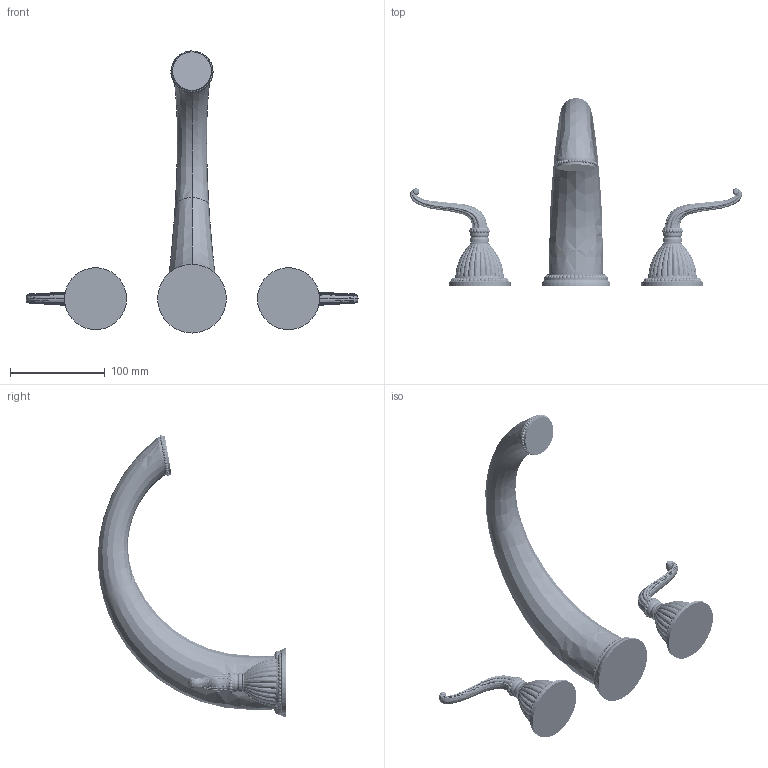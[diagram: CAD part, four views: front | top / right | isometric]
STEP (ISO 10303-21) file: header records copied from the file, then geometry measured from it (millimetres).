
FILE_DESCRIPTION((''),'2;1');
FILE_NAME('3-1096','2021-03-09T12:06:30',('jinson.thomas'),(''),'CREO PARAMETRIC BY PTC INC, 2018400','CREO PARAMETRIC BY PTC INC, 2018400','');
FILE_SCHEMA(('CONFIG_CONTROL_DESIGN'));
Products named in the file (1): 3-1096
Bounding box: 349.66 x 198.07 x 297.16 mm (x, y, z)
Volume: 768731.3 mm3; surface area: 98953.6 mm2
Topology: 5 solids, 8 shells, 6426 faces, 18900 edges, 12368 vertices
Faces by surface type: bspline 3124, cylinder 2210, plane 752, sphere 228, revolution 60, torus 44, cone 8
Entity records: 370879 total; most frequent: CARTESIAN_POINT 237254, ORIENTED_EDGE 37328, EDGE_CURVE 18664, B_SPLINE_CURVE_WITH_KNOTS 14240, DIRECTION 13285, VERTEX_POINT 12367, EDGE_LOOP 6539, FACE_OUTER_BOUND 6421
